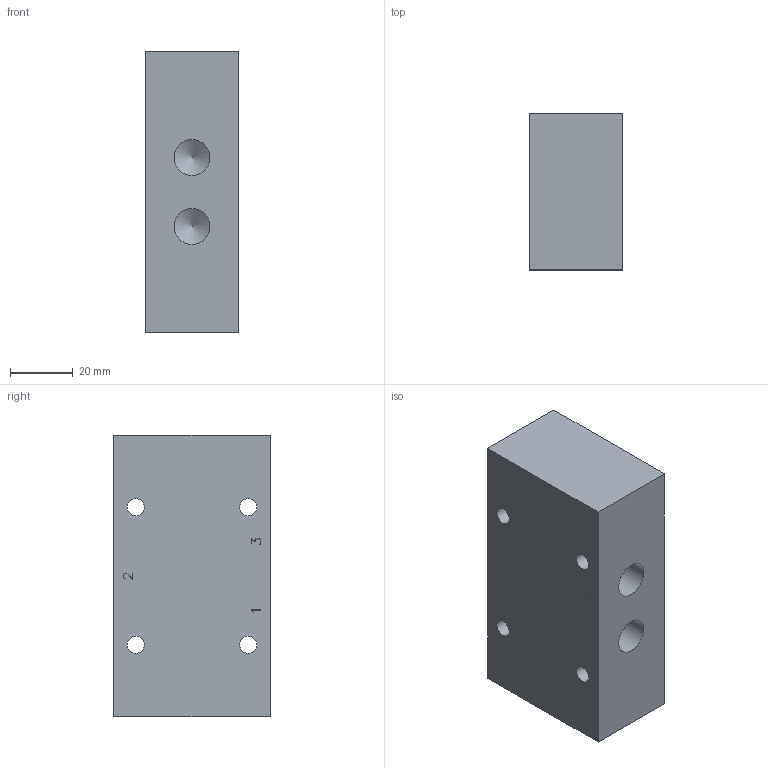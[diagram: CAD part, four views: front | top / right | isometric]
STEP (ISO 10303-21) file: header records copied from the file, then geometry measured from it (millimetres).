
FILE_DESCRIPTION (( 'STEP AP214' ), '1' );
FILE_NAME ('P-07-320_Airtec.step', '2018-12-06T09:44:26', ( '' ), ( '' ), 'SwSTEP 2.0', 'SolidWorks 2010', '' );
FILE_SCHEMA (( 'AUTOMOTIVE_DESIGN' ));
Length unit declared in the file: millimetre
Products named in the file (1): P-07-320_Airtec
Bounding box: 30 x 50 x 90 mm (x, y, z)
Volume: 126827.1 mm3; surface area: 21227.3 mm2
Topology: 1 solids, 1 shells, 160 faces, 454 edges, 302 vertices
Faces by surface type: plane 146, cylinder 9, cone 5
Full cylindrical faces by diameter (mm): 5.5 x4, 8.566 x2, 11.445 x3
Entity records: 5008 total; most frequent: CARTESIAN_POINT 887, ORIENTED_EDGE 864, DIRECTION 772, EDGE_CURVE 432, LINE 414, VECTOR 414, VERTEX_POINT 294, EDGE_LOOP 188
